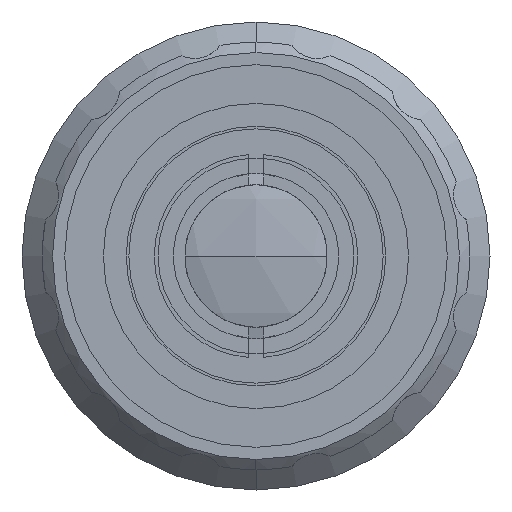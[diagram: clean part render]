
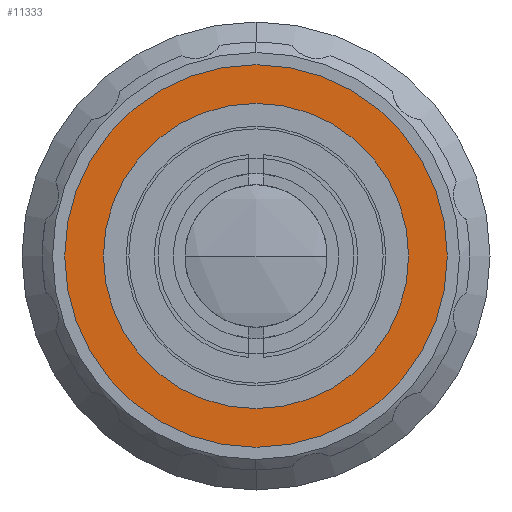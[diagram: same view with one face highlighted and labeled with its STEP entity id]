
A CAD part, left-side view. The second image highlights one B-rep face of the part: STEP entity #11333.
In plain terms, the highlighted planar face has unit normal (-1, 0, 0).
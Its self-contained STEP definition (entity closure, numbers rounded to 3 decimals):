
#93 = AXIS2_PLACEMENT_3D ( 'NONE', #3322, #15434, #5087 ) ;
#114 = ORIENTED_EDGE ( 'NONE', *, *, #12200, .T. ) ;
#433 = AXIS2_PLACEMENT_3D ( 'NONE', #14240, #3866, #15960 ) ;
#450 = PLANE ( 'NONE',  #19978 ) ;
#2112 = EDGE_CURVE ( 'NONE', #7164, #6947, #21834, .T. ) ;
#2765 = CARTESIAN_POINT ( 'NONE',  ( -10.221, 0., 18.8 ) ) ;
#2793 = EDGE_LOOP ( 'NONE', ( #6117, #15336 ) ) ;
#3322 = CARTESIAN_POINT ( 'NONE',  ( -10.221, 0., 0. ) ) ;
#3595 = CARTESIAN_POINT ( 'NONE',  ( -10.221, 0., -18.8 ) ) ;
#3866 = DIRECTION ( 'NONE',  ( -1., 0., 0. ) ) ;
#5087 = DIRECTION ( 'NONE',  ( 0., 0., 1. ) ) ;
#5616 = CARTESIAN_POINT ( 'NONE',  ( -10.221, 0., 14.5 ) ) ;
#5940 = FACE_BOUND ( 'NONE', #2793, .T. ) ;
#6117 = ORIENTED_EDGE ( 'NONE', *, *, #2112, .F. ) ;
#6667 = EDGE_CURVE ( 'NONE', #6947, #7164, #18039, .T. ) ;
#6947 = VERTEX_POINT ( 'NONE', #16480 ) ;
#7164 = VERTEX_POINT ( 'NONE', #5616 ) ;
#7191 = DIRECTION ( 'NONE',  ( -1., 0., 0. ) ) ;
#7249 = VERTEX_POINT ( 'NONE', #2765 ) ;
#7456 = VERTEX_POINT ( 'NONE', #3595 ) ;
#7533 = DIRECTION ( 'NONE',  ( 0., 0., -1. ) ) ;
#7620 = AXIS2_PLACEMENT_3D ( 'NONE', #17503, #7191, #19214 ) ;
#9600 = CARTESIAN_POINT ( 'NONE',  ( -10.221, 0., 0. ) ) ;
#9869 = AXIS2_PLACEMENT_3D ( 'NONE', #9600, #21573, #11319 ) ;
#10501 = CIRCLE ( 'NONE', #7620, 18.8 ) ;
#11319 = DIRECTION ( 'NONE',  ( 0., 0., 1. ) ) ;
#11333 = ADVANCED_FACE ( 'NONE', ( #11611, #5940 ), #450, .F. ) ;
#11611 = FACE_OUTER_BOUND ( 'NONE', #20064, .T. ) ;
#12200 = EDGE_CURVE ( 'NONE', #7456, #7249, #10501, .T. ) ;
#14240 = CARTESIAN_POINT ( 'NONE',  ( -10.221, 0., 0. ) ) ;
#15246 = ORIENTED_EDGE ( 'NONE', *, *, #16460, .T. ) ;
#15336 = ORIENTED_EDGE ( 'NONE', *, *, #6667, .F. ) ;
#15434 = DIRECTION ( 'NONE',  ( -1., 0., 0. ) ) ;
#15960 = DIRECTION ( 'NONE',  ( 0., 0., 1. ) ) ;
#16046 = CARTESIAN_POINT ( 'NONE',  ( -10.221, 15., 0. ) ) ;
#16460 = EDGE_CURVE ( 'NONE', #7249, #7456, #16583, .T. ) ;
#16480 = CARTESIAN_POINT ( 'NONE',  ( -10.221, 0., -14.5 ) ) ;
#16583 = CIRCLE ( 'NONE', #93, 18.8 ) ;
#17503 = CARTESIAN_POINT ( 'NONE',  ( -10.221, 0., 0. ) ) ;
#17843 = DIRECTION ( 'NONE',  ( 1., 0., 0. ) ) ;
#18039 = CIRCLE ( 'NONE', #433, 14.5 ) ;
#19214 = DIRECTION ( 'NONE',  ( 0., 0., 1. ) ) ;
#19978 = AXIS2_PLACEMENT_3D ( 'NONE', #16046, #17843, #7533 ) ;
#20064 = EDGE_LOOP ( 'NONE', ( #15246, #114 ) ) ;
#21573 = DIRECTION ( 'NONE',  ( -1., 0., 0. ) ) ;
#21834 = CIRCLE ( 'NONE', #9869, 14.5 ) ;
